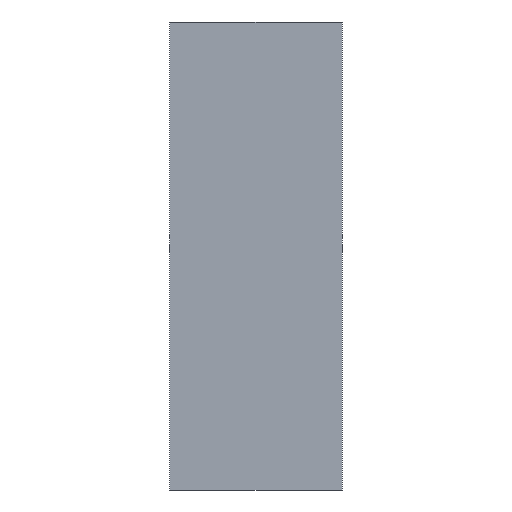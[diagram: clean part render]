
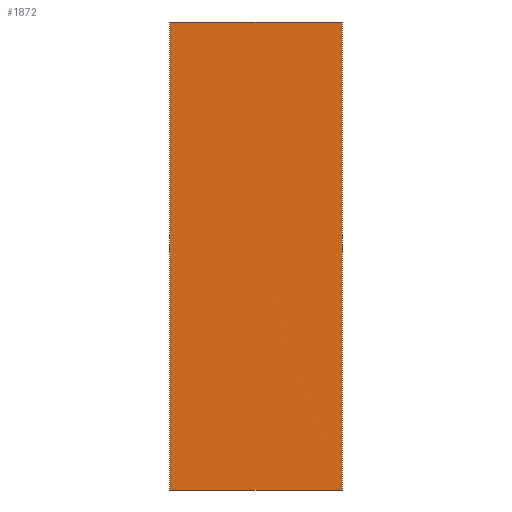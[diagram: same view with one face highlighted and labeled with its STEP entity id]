
A CAD part, front view. The second image highlights one B-rep face of the part: STEP entity #1872.
In plain terms, the highlighted planar face has unit normal (0, -1, 0).
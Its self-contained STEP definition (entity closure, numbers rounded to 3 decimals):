
#1765=CARTESIAN_POINT('Vertex',(70.,57.,310.)) ;
#1779=CARTESIAN_POINT('Vertex',(-70.,57.,310.)) ;
#1782=CARTESIAN_POINT('Line Origine',(0.,57.,310.)) ;
#1806=CARTESIAN_POINT('Line Origine',(70.,57.,120.)) ;
#1810=CARTESIAN_POINT('Vertex',(70.,57.,-70.)) ;
#1836=CARTESIAN_POINT('Vertex',(-70.,57.,-70.)) ;
#1844=CARTESIAN_POINT('Line Origine',(0.,57.,-70.)) ;
#1856=CARTESIAN_POINT('Axis2P3D Location',(-70.,57.,190.)) ;
#1861=CARTESIAN_POINT('Line Origine',(-70.,57.,120.)) ;
#1783=DIRECTION('Vector Direction',(-1.,0.,0.)) ;
#1807=DIRECTION('Vector Direction',(0.,0.,1.)) ;
#1845=DIRECTION('Vector Direction',(1.,0.,0.)) ;
#1857=DIRECTION('Axis2P3D Direction',(0.,-1.,0.)) ;
#1858=DIRECTION('Axis2P3D XDirection',(0.,0.,-1.)) ;
#1862=DIRECTION('Vector Direction',(0.,0.,-1.)) ;
#1859=AXIS2_PLACEMENT_3D('Plane Axis2P3D',#1856,#1857,#1858) ;
#1867=ORIENTED_EDGE('',*,*,#1848,.T.) ;
#1868=ORIENTED_EDGE('',*,*,#1812,.T.) ;
#1869=ORIENTED_EDGE('',*,*,#1786,.T.) ;
#1870=ORIENTED_EDGE('',*,*,#1865,.T.) ;
#1784=VECTOR('Line Direction',#1783,1.) ;
#1808=VECTOR('Line Direction',#1807,1.) ;
#1846=VECTOR('Line Direction',#1845,1.) ;
#1863=VECTOR('Line Direction',#1862,1.) ;
#1872=ADVANCED_FACE('PartBody',(#1871),#1860,.T.) ;
#1786=EDGE_CURVE('',#1766,#1780,#1785,.T.) ;
#1812=EDGE_CURVE('',#1811,#1766,#1809,.T.) ;
#1848=EDGE_CURVE('',#1837,#1811,#1847,.T.) ;
#1865=EDGE_CURVE('',#1780,#1837,#1864,.T.) ;
#1866=EDGE_LOOP('',(#1867,#1868,#1869,#1870)) ;
#1871=FACE_OUTER_BOUND('',#1866,.T.) ;
#1785=LINE('Line',#1782,#1784) ;
#1809=LINE('Line',#1806,#1808) ;
#1847=LINE('Line',#1844,#1846) ;
#1864=LINE('Line',#1861,#1863) ;
#1860=PLANE('',#1859) ;
#1766=VERTEX_POINT('',#1765) ;
#1780=VERTEX_POINT('',#1779) ;
#1811=VERTEX_POINT('',#1810) ;
#1837=VERTEX_POINT('',#1836) ;
